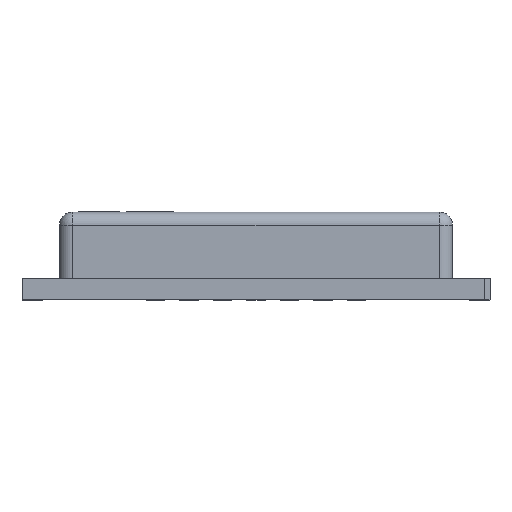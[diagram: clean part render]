
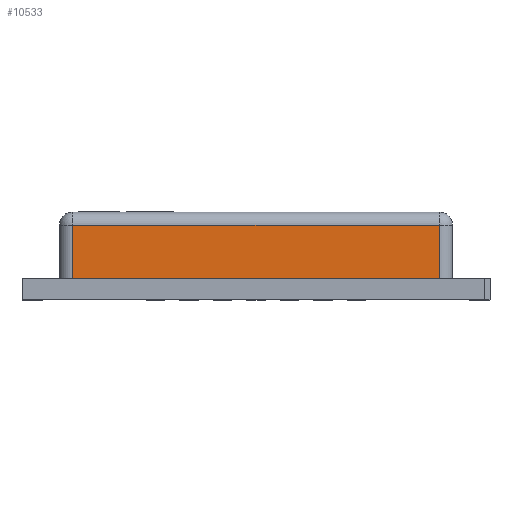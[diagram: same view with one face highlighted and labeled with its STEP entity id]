
A CAD part, front view. The second image highlights one B-rep face of the part: STEP entity #10533.
In plain terms, the highlighted planar face has unit normal (0, -1, 0).
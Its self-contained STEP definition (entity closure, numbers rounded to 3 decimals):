
#1561 = DIRECTION ( 'NONE',  ( -1., 0., 0. ) ) ;
#1731 = VERTEX_POINT ( 'NONE', #10644 ) ;
#2852 = VECTOR ( 'NONE', #1561, 1000. ) ;
#4224 = CARTESIAN_POINT ( 'NONE',  ( 7.47, -11.915, 0.8 ) ) ;
#4410 = VERTEX_POINT ( 'NONE', #19677 ) ;
#4670 = VECTOR ( 'NONE', #9106, 1000. ) ;
#6084 = VERTEX_POINT ( 'NONE', #6426 ) ;
#6426 = CARTESIAN_POINT ( 'NONE',  ( 6.97, -11.915, 0.8 ) ) ;
#7842 = DIRECTION ( 'NONE',  ( 0., 1., 0. ) ) ;
#7988 = DIRECTION ( 'NONE',  ( 0., 0., -1. ) ) ;
#8071 = EDGE_CURVE ( 'NONE', #29701, #1731, #13840, .T. ) ;
#8943 = CARTESIAN_POINT ( 'NONE',  ( -6.97, -11.915, 3.34 ) ) ;
#9106 = DIRECTION ( 'NONE',  ( 0., 0., -1. ) ) ;
#9695 = EDGE_CURVE ( 'NONE', #4410, #6084, #14006, .T. ) ;
#10533 = ADVANCED_FACE ( 'NONE', ( #15520 ), #30543, .F. ) ;
#10628 = EDGE_CURVE ( 'NONE', #6084, #29701, #16310, .T. ) ;
#10644 = CARTESIAN_POINT ( 'NONE',  ( -6.97, -11.915, 2.84 ) ) ;
#13840 = LINE ( 'NONE', #23733, #2852 ) ;
#13864 = VECTOR ( 'NONE', #23908, 1000. ) ;
#13895 = CARTESIAN_POINT ( 'NONE',  ( 6.97, -11.915, 3.34 ) ) ;
#14006 = LINE ( 'NONE', #4224, #13864 ) ;
#15520 = FACE_OUTER_BOUND ( 'NONE', #30864, .T. ) ;
#15880 = ORIENTED_EDGE ( 'NONE', *, *, #8071, .T. ) ;
#16310 = LINE ( 'NONE', #13895, #18300 ) ;
#16890 = EDGE_CURVE ( 'NONE', #1731, #4410, #31363, .T. ) ;
#17856 = ORIENTED_EDGE ( 'NONE', *, *, #16890, .T. ) ;
#18300 = VECTOR ( 'NONE', #31352, 1000. ) ;
#19677 = CARTESIAN_POINT ( 'NONE',  ( -6.97, -11.915, 0.8 ) ) ;
#23733 = CARTESIAN_POINT ( 'NONE',  ( 7.47, -11.915, 2.84 ) ) ;
#23776 = AXIS2_PLACEMENT_3D ( 'NONE', #24978, #7842, #7988 ) ;
#23908 = DIRECTION ( 'NONE',  ( 1., 0., 0. ) ) ;
#24978 = CARTESIAN_POINT ( 'NONE',  ( 7.47, -11.915, 3.34 ) ) ;
#24998 = ORIENTED_EDGE ( 'NONE', *, *, #10628, .T. ) ;
#25478 = ORIENTED_EDGE ( 'NONE', *, *, #9695, .T. ) ;
#27093 = CARTESIAN_POINT ( 'NONE',  ( 6.97, -11.915, 2.84 ) ) ;
#29701 = VERTEX_POINT ( 'NONE', #27093 ) ;
#30543 = PLANE ( 'NONE',  #23776 ) ;
#30864 = EDGE_LOOP ( 'NONE', ( #25478, #24998, #15880, #17856 ) ) ;
#31352 = DIRECTION ( 'NONE',  ( 0., 0., 1. ) ) ;
#31363 = LINE ( 'NONE', #8943, #4670 ) ;
